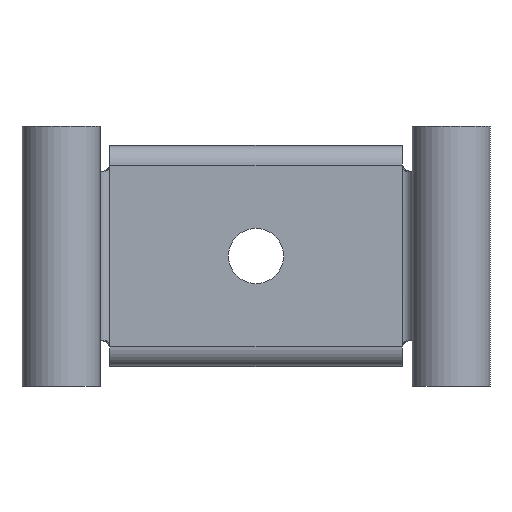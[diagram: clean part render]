
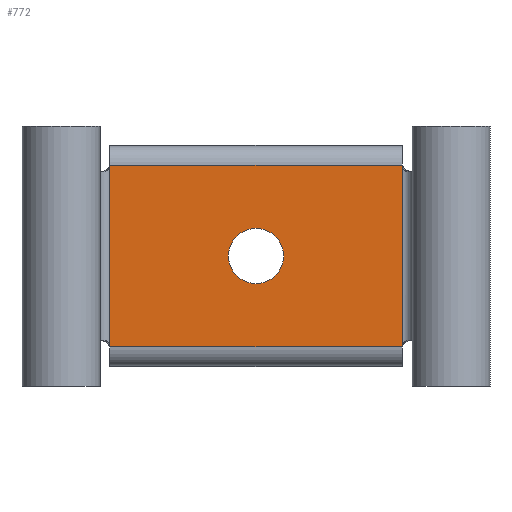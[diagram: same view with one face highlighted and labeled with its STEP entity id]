
A CAD part, front view. The second image highlights one B-rep face of the part: STEP entity #772.
In plain terms, the highlighted planar face has unit normal (0, -1, 0).
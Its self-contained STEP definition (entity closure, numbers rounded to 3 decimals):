
#166 = PLANE ( 'NONE',  #1009 ) ;
#307 = VERTEX_POINT ( 'NONE', #932 ) ;
#401 = LINE ( 'NONE', #2729, #5915 ) ;
#508 = LINE ( 'NONE', #5183, #3086 ) ;
#517 = VECTOR ( 'NONE', #2748, 1000. ) ;
#626 = EDGE_CURVE ( 'NONE', #1863, #307, #6017, .T. ) ;
#764 = ORIENTED_EDGE ( 'NONE', *, *, #626, .F. ) ;
#772 = ADVANCED_FACE ( 'NONE', ( #2950, #4867 ), #166, .F. ) ;
#792 = VECTOR ( 'NONE', #4866, 1000. ) ;
#932 = CARTESIAN_POINT ( 'NONE',  ( 22.5, 0., -14. ) ) ;
#1009 = AXIS2_PLACEMENT_3D ( 'NONE', #2448, #3003, #1967 ) ;
#1245 = CARTESIAN_POINT ( 'NONE',  ( 22.5, 0., 20. ) ) ;
#1806 = VERTEX_POINT ( 'NONE', #4864 ) ;
#1863 = VERTEX_POINT ( 'NONE', #4350 ) ;
#1967 = DIRECTION ( 'NONE',  ( -1., 0., 0. ) ) ;
#2384 = EDGE_CURVE ( 'NONE', #3950, #3950, #2925, .T. ) ;
#2448 = CARTESIAN_POINT ( 'NONE',  ( -22.5, 0., 20. ) ) ;
#2495 = EDGE_LOOP ( 'NONE', ( #764, #4871, #2638, #2611 ) ) ;
#2611 = ORIENTED_EDGE ( 'NONE', *, *, #4982, .F. ) ;
#2638 = ORIENTED_EDGE ( 'NONE', *, *, #5478, .T. ) ;
#2729 = CARTESIAN_POINT ( 'NONE',  ( -22.5, 0., 20. ) ) ;
#2748 = DIRECTION ( 'NONE',  ( 0., 0., -1. ) ) ;
#2925 = CIRCLE ( 'NONE', #3606, 4.25 ) ;
#2950 = FACE_BOUND ( 'NONE', #5625, .T. ) ;
#3003 = DIRECTION ( 'NONE',  ( 0., 1., 0. ) ) ;
#3086 = VECTOR ( 'NONE', #5220, 1000. ) ;
#3168 = VERTEX_POINT ( 'NONE', #4474 ) ;
#3236 = DIRECTION ( 'NONE',  ( 0., 0., -1. ) ) ;
#3238 = DIRECTION ( 'NONE',  ( -1., 0., 0. ) ) ;
#3606 = AXIS2_PLACEMENT_3D ( 'NONE', #6033, #5621, #3238 ) ;
#3835 = CARTESIAN_POINT ( 'NONE',  ( -22.5, 0., -14. ) ) ;
#3950 = VERTEX_POINT ( 'NONE', #5505 ) ;
#4350 = CARTESIAN_POINT ( 'NONE',  ( 22.5, 0., 14. ) ) ;
#4417 = LINE ( 'NONE', #3835, #792 ) ;
#4474 = CARTESIAN_POINT ( 'NONE',  ( -22.5, 0., -14. ) ) ;
#4759 = EDGE_CURVE ( 'NONE', #1863, #1806, #508, .T. ) ;
#4864 = CARTESIAN_POINT ( 'NONE',  ( -22.5, 0., 14. ) ) ;
#4866 = DIRECTION ( 'NONE',  ( -1., 0., 0. ) ) ;
#4867 = FACE_OUTER_BOUND ( 'NONE', #2495, .T. ) ;
#4871 = ORIENTED_EDGE ( 'NONE', *, *, #4759, .T. ) ;
#4982 = EDGE_CURVE ( 'NONE', #307, #3168, #4417, .T. ) ;
#5183 = CARTESIAN_POINT ( 'NONE',  ( -22.5, 0., 14. ) ) ;
#5220 = DIRECTION ( 'NONE',  ( -1., 0., 0. ) ) ;
#5375 = ORIENTED_EDGE ( 'NONE', *, *, #2384, .T. ) ;
#5478 = EDGE_CURVE ( 'NONE', #1806, #3168, #401, .T. ) ;
#5505 = CARTESIAN_POINT ( 'NONE',  ( -4.25, 0., 0. ) ) ;
#5621 = DIRECTION ( 'NONE',  ( 0., 1., 0. ) ) ;
#5625 = EDGE_LOOP ( 'NONE', ( #5375 ) ) ;
#5915 = VECTOR ( 'NONE', #3236, 1000. ) ;
#6017 = LINE ( 'NONE', #1245, #517 ) ;
#6033 = CARTESIAN_POINT ( 'NONE',  ( 0., 0., 0. ) ) ;
